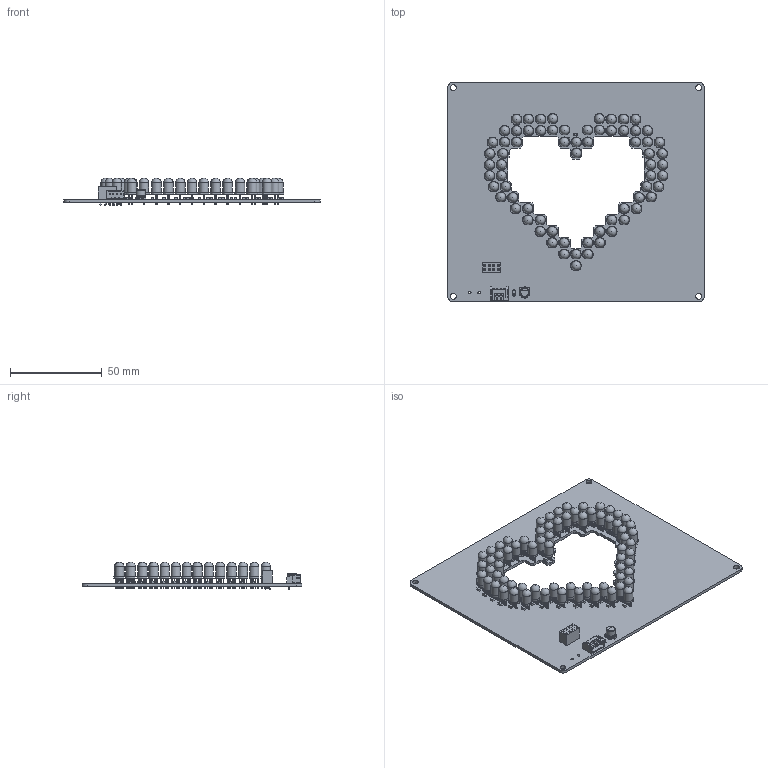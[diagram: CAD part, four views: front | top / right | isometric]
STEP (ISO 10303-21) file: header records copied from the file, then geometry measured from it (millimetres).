
FILE_DESCRIPTION(('KiCad electronic assembly'),'2;1');
FILE_NAME('Corazon mediano.step','2022-04-29T17:13:39',('An Author'),( 'A Company'),'Open CASCADE STEP processor 6.9', 'KiCad to STEP converter','Unknown');
FILE_SCHEMA(('AUTOMOTIVE_DESIGN { 1 0 10303 214 1 1 1 1 }'));
Length unit declared in the file: millimetre
Products named in the file (14): Open CASCADE STEP translator 6.9 1; LED_D5.0mm-4_RGB; SOLID; C_0805_2012Metric; CP_Elec_5x5.3; D_SOD-123; PinSocket_2x04_P2.54mm_Vertical; JST_PH_S4B-PH-K_1x04_P2.00mm_Horizontal; COMPOUND
Assembly tree (151 placements, depth 3):
  Open CASCADE STEP translator 6.9 1
    LED_D5.0mm-4_RGB  x70
      SOLID
    C_0805_2012Metric  x70
      SOLID
    CP_Elec_5x5.3
      SOLID
    D_SOD-123
      SOLID
    PinSocket_2x04_P2.54mm_Vertical
      SOLID
    JST_PH_S4B-PH-K_1x04_P2.00mm_Horizontal
      SOLID
    COMPOUND
Bounding box: 140 x 120 x 15 mm (x, y, z)
Volume: 33866.7 mm3; surface area: 46147 mm2
Topology: 145 solids, 145 shells, 4723 faces, 11912 edges, 7859 vertices
Faces by surface type: plane 3310, cylinder 1310, sphere 70, bspline 28, torus 4, revolution 1
Full cylindrical faces by diameter (mm): 0.75 x4, 0.9 x280, 1 x8, 1.3 x2, 3.2 x4, 5 x72
Entity records: 74185 total; most frequent: CARTESIAN_POINT 11941, DIRECTION 11012, LINE 6718, VECTOR 6718, ORIENTED_EDGE 5468, PCURVE 5468, DEFINITIONAL_REPRESENTATION 5468, EDGE_CURVE 2734
